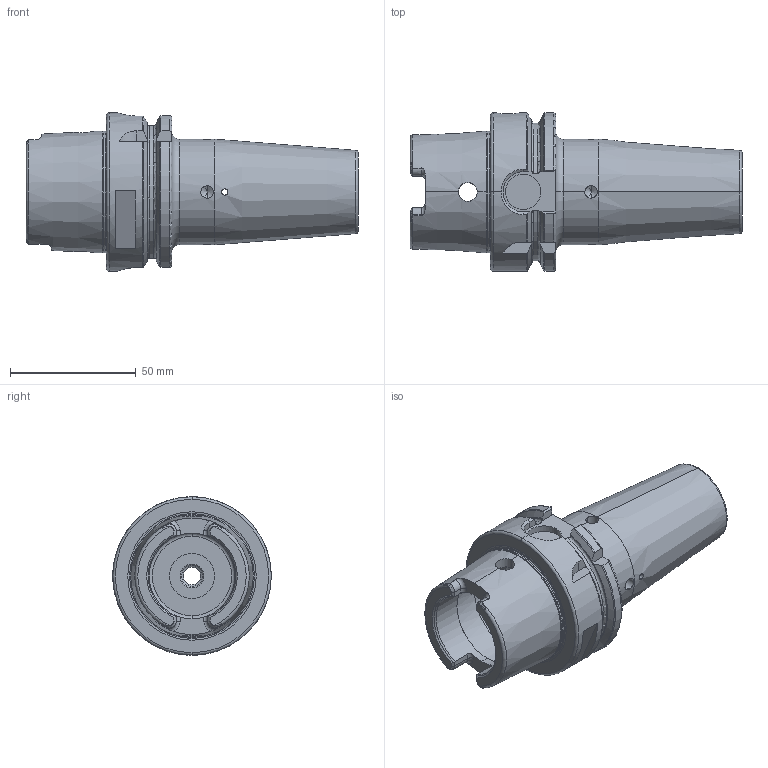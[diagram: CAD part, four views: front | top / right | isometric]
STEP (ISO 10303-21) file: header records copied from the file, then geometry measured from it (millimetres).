
FILE_DESCRIPTION (( 'STEP AP203' ), '1' );
FILE_NAME ('HA63A260A19100HP1.STEP', '2020-09-14T08:31:15', ( 'user' ), ( '' ), 'SwSTEP 2.0', 'SolidWorks 2013', '' );
FILE_SCHEMA (( 'CONFIG_CONTROL_DESIGN' ));
Length unit declared in the file: millimetre
Products named in the file (1): HA63A260A19100HP1
Bounding box: 132 x 63 x 63 mm (x, y, z)
Volume: 149866.2 mm3; surface area: 35661 mm2
Topology: 1 solids, 1 shells, 231 faces, 601 edges, 366 vertices
Faces by surface type: cylinder 70, plane 66, cone 44, torus 39, bspline 12
Entity records: 8844 total; most frequent: CARTESIAN_POINT 3416, ORIENTED_EDGE 1186, DIRECTION 1043, EDGE_CURVE 593, AXIS2_PLACEMENT_3D 417, VERTEX_POINT 366, EDGE_LOOP 247, ADVANCED_FACE 231
